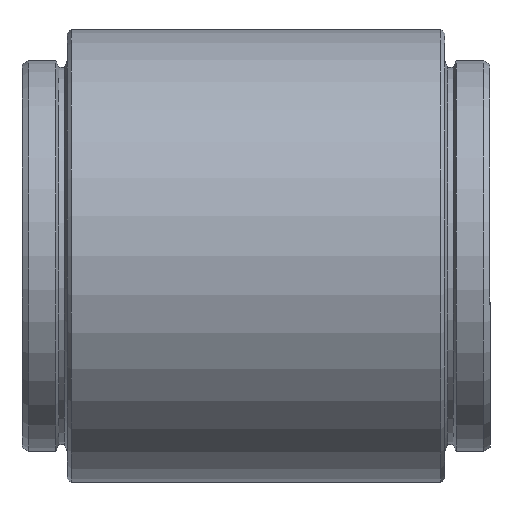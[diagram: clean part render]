
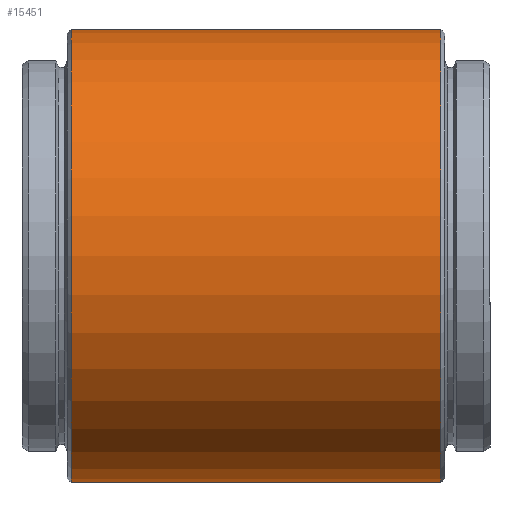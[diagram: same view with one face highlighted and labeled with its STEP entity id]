
A CAD part, top view. The second image highlights one B-rep face of the part: STEP entity #15451.
In plain terms, the highlighted cylindrical face has radius 15.24 mm (diameter 30.48 mm), a partial arc.
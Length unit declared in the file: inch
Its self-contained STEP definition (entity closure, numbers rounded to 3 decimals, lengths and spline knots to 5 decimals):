
#19 = LINE ( 'NONE', #16738, #13847 ) ;
#638 = DIRECTION ( 'NONE',  ( 0., -1., 0. ) ) ;
#655 = VECTOR ( 'NONE', #4667, 39.37008 ) ;
#1284 = ORIENTED_EDGE ( 'NONE', *, *, #5911, .T. ) ;
#3307 = ORIENTED_EDGE ( 'NONE', *, *, #11382, .F. ) ;
#3438 = VERTEX_POINT ( 'NONE', #15729 ) ;
#4578 = DIRECTION ( 'NONE',  ( -1., 0., 0. ) ) ;
#4667 = DIRECTION ( 'NONE',  ( 1., 0., 0. ) ) ;
#4907 = CIRCLE ( 'NONE', #11201, 0.6 ) ;
#5049 = EDGE_CURVE ( 'NONE', #14683, #7115, #4907, .T. ) ;
#5911 = EDGE_CURVE ( 'NONE', #7824, #3438, #11749, .T. ) ;
#5986 = EDGE_CURVE ( 'NONE', #3438, #14683, #11343, .T. ) ;
#6584 = CARTESIAN_POINT ( 'NONE',  ( 0.49, -0.6, 0. ) ) ;
#7115 = VERTEX_POINT ( 'NONE', #8463 ) ;
#7312 = EDGE_LOOP ( 'NONE', ( #1284, #9552, #16355, #3307 ) ) ;
#7824 = VERTEX_POINT ( 'NONE', #14604 ) ;
#8463 = CARTESIAN_POINT ( 'NONE',  ( 0.49, 0.6, 0. ) ) ;
#8662 = DIRECTION ( 'NONE',  ( 1., 0., 0. ) ) ;
#8751 = FACE_OUTER_BOUND ( 'NONE', #7312, .T. ) ;
#9314 = CARTESIAN_POINT ( 'NONE',  ( 0.62, 0., 0. ) ) ;
#9552 = ORIENTED_EDGE ( 'NONE', *, *, #5986, .T. ) ;
#10758 = AXIS2_PLACEMENT_3D ( 'NONE', #16683, #8662, #638 ) ;
#11120 = AXIS2_PLACEMENT_3D ( 'NONE', #9314, #17330, #16048 ) ;
#11178 = CARTESIAN_POINT ( 'NONE',  ( 0.62, -0.6, 0. ) ) ;
#11201 = AXIS2_PLACEMENT_3D ( 'NONE', #12612, #4578, #13957 ) ;
#11343 = LINE ( 'NONE', #11178, #655 ) ;
#11382 = EDGE_CURVE ( 'NONE', #7824, #7115, #19, .T. ) ;
#11410 = DIRECTION ( 'NONE',  ( 1., 0., 0. ) ) ;
#11749 = CIRCLE ( 'NONE', #10758, 0.6 ) ;
#12612 = CARTESIAN_POINT ( 'NONE',  ( 0.49, 0., 0. ) ) ;
#13847 = VECTOR ( 'NONE', #11410, 39.37008 ) ;
#13957 = DIRECTION ( 'NONE',  ( 0., 1., 0. ) ) ;
#14604 = CARTESIAN_POINT ( 'NONE',  ( -0.49, 0.6, 0. ) ) ;
#14683 = VERTEX_POINT ( 'NONE', #6584 ) ;
#15451 = ADVANCED_FACE ( 'NONE', ( #8751 ), #17323, .T. ) ;
#15729 = CARTESIAN_POINT ( 'NONE',  ( -0.49, -0.6, 0. ) ) ;
#16048 = DIRECTION ( 'NONE',  ( 0., 1., 0. ) ) ;
#16355 = ORIENTED_EDGE ( 'NONE', *, *, #5049, .T. ) ;
#16683 = CARTESIAN_POINT ( 'NONE',  ( -0.49, 0., 0. ) ) ;
#16738 = CARTESIAN_POINT ( 'NONE',  ( 0.62, 0.6, 0. ) ) ;
#17323 = CYLINDRICAL_SURFACE ( 'NONE', #11120, 0.6 ) ;
#17330 = DIRECTION ( 'NONE',  ( 1., 0., 0. ) ) ;
